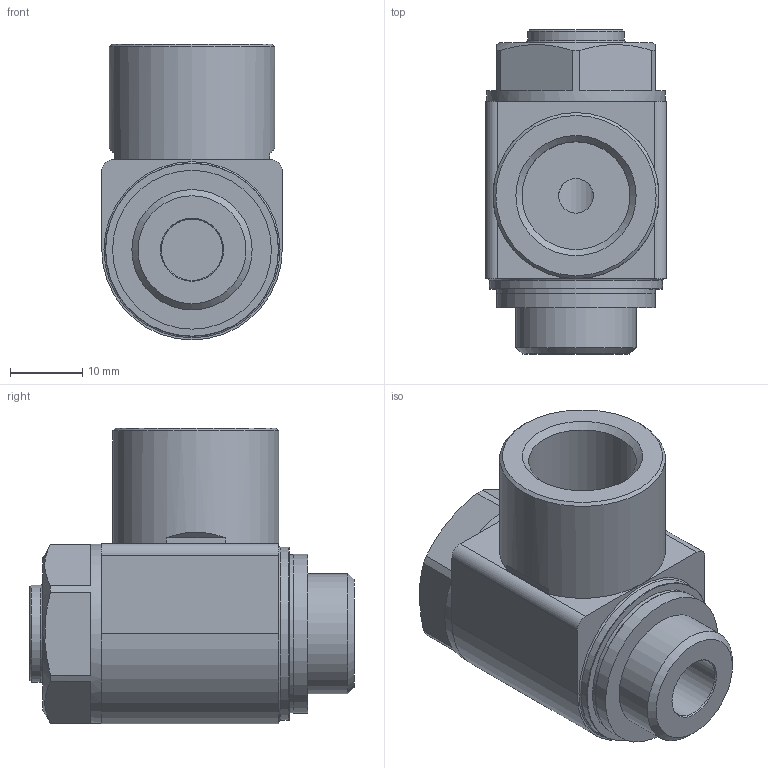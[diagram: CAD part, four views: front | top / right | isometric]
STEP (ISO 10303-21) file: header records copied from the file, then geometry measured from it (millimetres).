
FILE_DESCRIPTION(/* description */ ('STEP AP214'),/* implementation_level */ '2;1');
FILE_NAME(/* name */ '151178_GRLA-3_8-B',/* time_stamp */ '2024-08-28T21:22:41+02:00',/* author */ ('License CC BY-ND 4.0'),/* organization */ ('CADENAS'),/* preprocessor_version */ 'ST-DEVELOPER v19.3',/* originating_system */ 'PARTsolutions',/* authorisation */ ' ');
FILE_SCHEMA (('AUTOMOTIVE_DESIGN {1 0 10303 214 3 1 1}'));
Length unit declared in the file: millimetre
Products named in the file (1): 151178 GRLA-3/8-B
Bounding box: 25 x 44.9 x 41 mm (x, y, z)
Volume: 22672.9 mm3; surface area: 7187.8 mm2
Topology: 1 solids, 1 shells, 64 faces, 147 edges, 93 vertices
Faces by surface type: plane 35, cylinder 16, cone 8, torus 5
Full cylindrical faces by diameter (mm): 4.8 x1, 8.5 x1, 12.2 x1, 13.4 x1, 14.95 x1, 16.662 x1, 21.9 x1, 22 x1, 23 x1, 24 x1, 24.8 x1
Entity records: 1712 total; most frequent: CARTESIAN_POINT 331, DIRECTION 297, ORIENTED_EDGE 236, AXIS2_PLACEMENT_3D 125, EDGE_CURVE 118, EDGE_LOOP 96, FACE_BOUND 96, VERTEX_POINT 86
